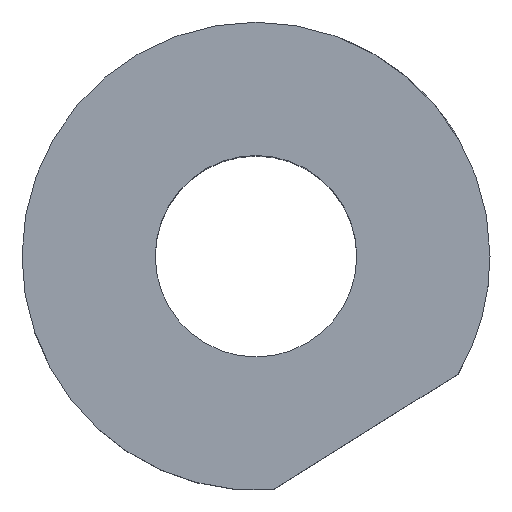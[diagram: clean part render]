
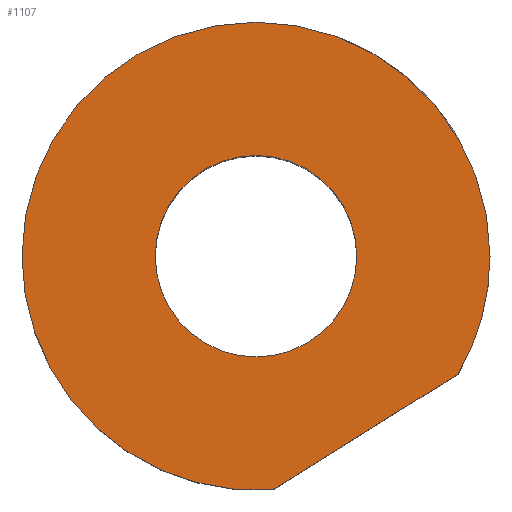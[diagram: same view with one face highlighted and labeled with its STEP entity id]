
A CAD part, top view. The second image highlights one B-rep face of the part: STEP entity #1107.
In plain terms, the highlighted planar face has unit normal (0, 0, 1).
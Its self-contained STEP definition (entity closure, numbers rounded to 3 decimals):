
#11 = ORIENTED_EDGE ( 'NONE', *, *, #71, .T. ) ;
#13 = EDGE_LOOP ( 'NONE', ( #11, #34, #61, #94 ) ) ;
#34 = ORIENTED_EDGE ( 'NONE', *, *, #968, .T. ) ;
#61 = ORIENTED_EDGE ( 'NONE', *, *, #1109, .T. ) ;
#71 = EDGE_CURVE ( 'NONE', #205, #160, #795, .T. ) ;
#94 = ORIENTED_EDGE ( 'NONE', *, *, #109, .F. ) ;
#109 = EDGE_CURVE ( 'NONE', #205, #687, #264, .T. ) ;
#151 = VERTEX_POINT ( 'NONE', #572 ) ;
#155 = EDGE_CURVE ( 'NONE', #1336, #457, #593, .T. ) ;
#160 = VERTEX_POINT ( 'NONE', #618 ) ;
#205 = VERTEX_POINT ( 'NONE', #290 ) ;
#264 = LINE ( 'NONE', #265, #266 ) ;
#265 = CARTESIAN_POINT ( 'NONE',  ( 2.171, -29.42, 0. ) ) ;
#266 = VECTOR ( 'NONE', #267, 1000. ) ;
#267 = DIRECTION ( 'NONE',  ( -0.848, -0.53, 0. ) ) ;
#268 = CIRCLE ( 'NONE', #269, 29.5 ) ;
#269 = AXIS2_PLACEMENT_3D ( 'NONE', #270, #271, #272 ) ;
#270 = CARTESIAN_POINT ( 'NONE',  ( 0., 0., 0. ) ) ;
#271 = DIRECTION ( 'NONE',  ( 0., 0., 1. ) ) ;
#272 = DIRECTION ( 'NONE',  ( 1., 0., 0. ) ) ;
#279 = CIRCLE ( 'NONE', #280, 12.7 ) ;
#280 = AXIS2_PLACEMENT_3D ( 'NONE', #281, #282, #283 ) ;
#281 = CARTESIAN_POINT ( 'NONE',  ( 0., 0., 0. ) ) ;
#282 = DIRECTION ( 'NONE',  ( 0., 0., 1. ) ) ;
#283 = DIRECTION ( 'NONE',  ( 1., 0., 0. ) ) ;
#290 = CARTESIAN_POINT ( 'NONE',  ( 25.491, -14.848, 0. ) ) ;
#342 = FACE_BOUND ( 'NONE', #372, .T. ) ;
#343 = FACE_OUTER_BOUND ( 'NONE', #13, .T. ) ;
#344 = PLANE ( 'NONE',  #345 ) ;
#345 = AXIS2_PLACEMENT_3D ( 'NONE', #346, #347, #348 ) ;
#346 = CARTESIAN_POINT ( 'NONE',  ( 0., 29.5, 0. ) ) ;
#347 = DIRECTION ( 'NONE',  ( 0., 0., -1. ) ) ;
#348 = DIRECTION ( 'NONE',  ( -1., 0., 0. ) ) ;
#356 = CIRCLE ( 'NONE', #357, 29.5 ) ;
#357 = AXIS2_PLACEMENT_3D ( 'NONE', #358, #359, #360 ) ;
#358 = CARTESIAN_POINT ( 'NONE',  ( 0., 0., 0. ) ) ;
#359 = DIRECTION ( 'NONE',  ( 0., 0., 1. ) ) ;
#360 = DIRECTION ( 'NONE',  ( 1., 0., 0. ) ) ;
#372 = EDGE_LOOP ( 'NONE', ( #1321, #1345 ) ) ;
#457 = VERTEX_POINT ( 'NONE', #701 ) ;
#572 = CARTESIAN_POINT ( 'NONE',  ( -29.5, 0., 0. ) ) ;
#593 = CIRCLE ( 'NONE', #594, 12.7 ) ;
#594 = AXIS2_PLACEMENT_3D ( 'NONE', #595, #596, #597 ) ;
#595 = CARTESIAN_POINT ( 'NONE',  ( 0., 0., 0. ) ) ;
#596 = DIRECTION ( 'NONE',  ( 0., 0., 1. ) ) ;
#597 = DIRECTION ( 'NONE',  ( 1., 0., 0. ) ) ;
#618 = CARTESIAN_POINT ( 'NONE',  ( 29.5, 0., 0. ) ) ;
#687 = VERTEX_POINT ( 'NONE', #840 ) ;
#701 = CARTESIAN_POINT ( 'NONE',  ( 12.7, 0., 0. ) ) ;
#725 = CARTESIAN_POINT ( 'NONE',  ( -12.7, 0., 0. ) ) ;
#795 = CIRCLE ( 'NONE', #796, 29.5 ) ;
#796 = AXIS2_PLACEMENT_3D ( 'NONE', #797, #798, #799 ) ;
#797 = CARTESIAN_POINT ( 'NONE',  ( 0., 0., 0. ) ) ;
#798 = DIRECTION ( 'NONE',  ( 0., 0., 1. ) ) ;
#799 = DIRECTION ( 'NONE',  ( 1., 0., 0. ) ) ;
#840 = CARTESIAN_POINT ( 'NONE',  ( 2.171, -29.42, 0. ) ) ;
#968 = EDGE_CURVE ( 'NONE', #160, #151, #268, .T. ) ;
#986 = EDGE_CURVE ( 'NONE', #457, #1336, #279, .T. ) ;
#1107 = ADVANCED_FACE ( 'NONE', ( #342, #343 ), #344, .F. ) ;
#1109 = EDGE_CURVE ( 'NONE', #151, #687, #356, .T. ) ;
#1321 = ORIENTED_EDGE ( 'NONE', *, *, #986, .F. ) ;
#1336 = VERTEX_POINT ( 'NONE', #725 ) ;
#1345 = ORIENTED_EDGE ( 'NONE', *, *, #155, .F. ) ;
